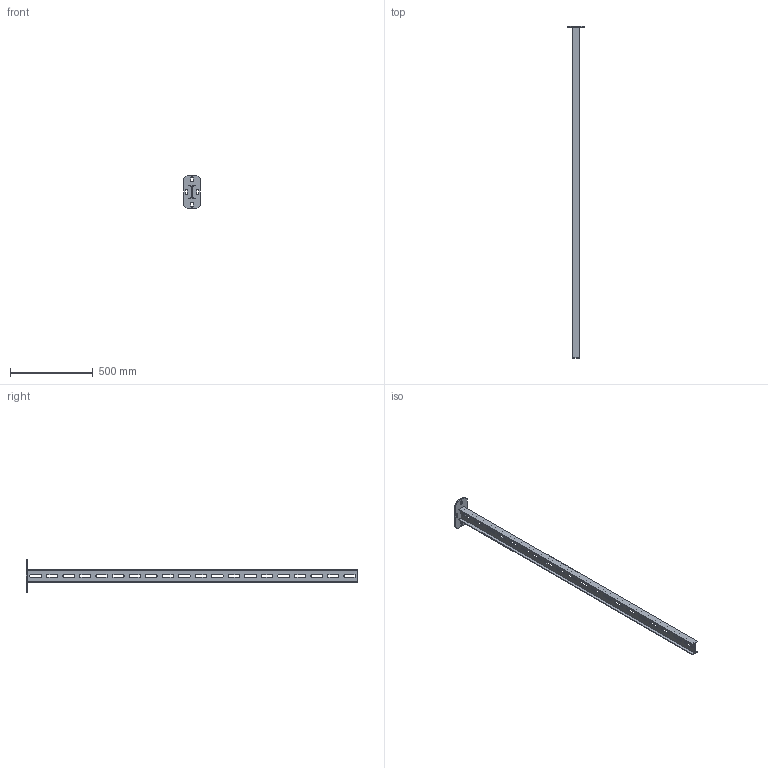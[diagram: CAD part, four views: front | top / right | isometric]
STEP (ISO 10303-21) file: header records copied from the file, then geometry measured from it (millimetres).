
FILE_DESCRIPTION((''),'2;1');
FILE_NAME('721612_ASM','2019-03-26T10:58:58',('tomasz.grudniewski'),(''),'CREO PARAMETRIC BY PTC INC, 2018400','CREO PARAMETRIC BY PTC INC, 2018400','');
FILE_SCHEMA(('CONFIG_CONTROL_DESIGN'));
Length unit declared in the file: millimetre
Products named in the file (3): PODSTAWA_WPDH_PRT; 700212_PRT; 721612_ASM
Assembly tree (2 placements, depth 2):
  721612_ASM
    PODSTAWA_WPDH_PRT
    700212_PRT
Bounding box: 100 x 2008 x 200 mm (x, y, z)
Volume: 1468296.4 mm3; surface area: 643213.8 mm2
Topology: 2 solids, 2 shells, 204 faces, 600 edges, 400 vertices
Faces by surface type: plane 116, cylinder 88
Entity records: 7004 total; most frequent: CARTESIAN_POINT 1209, ORIENTED_EDGE 1200, DIRECTION 1194, EDGE_CURVE 600, VECTOR 424, LINE 424, VERTEX_POINT 400, AXIS2_PLACEMENT_3D 385
